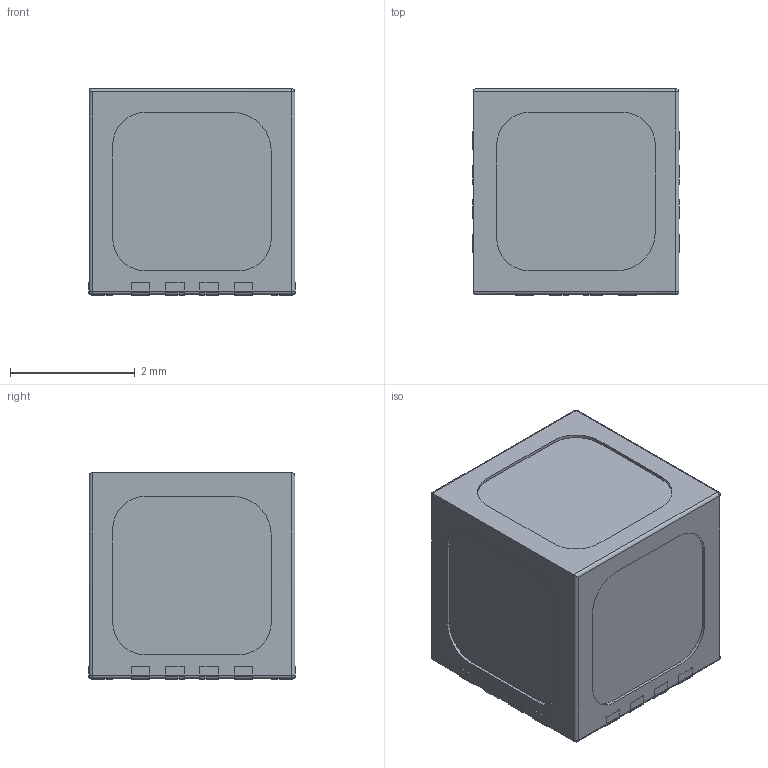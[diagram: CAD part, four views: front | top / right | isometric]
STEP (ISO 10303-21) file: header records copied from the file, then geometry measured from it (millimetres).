
FILE_DESCRIPTION((''),'2;1');
FILE_NAME('HOEBEN_HE444.stp','2014-11-18T13:48:18',(''),(''),'Mechanical Desktop 2011','Mechanical Desktop 2011',', , ');
FILE_SCHEMA(('AUTOMOTIVE_DESIGN { 1 2 10303 214 1 1 1 1 }'));
Length unit declared in the file: millimetre
Products named in the file (1): Product
Bounding box: 3.32 x 3.32 x 3.31 mm (x, y, z)
Volume: 34.4 mm3; surface area: 121.7 mm2
Topology: 18 solids, 18 shells, 242 faces, 556 edges, 346 vertices
Faces by surface type: plane 152, cylinder 52, bspline 32, sphere 6
Entity records: 6722 total; most frequent: CARTESIAN_POINT 1235, ORIENTED_EDGE 1100, DIRECTION 1074, EDGE_CURVE 550, VECTOR 448, LINE 448, VERTEX_POINT 346, AXIS2_PLACEMENT_3D 313
